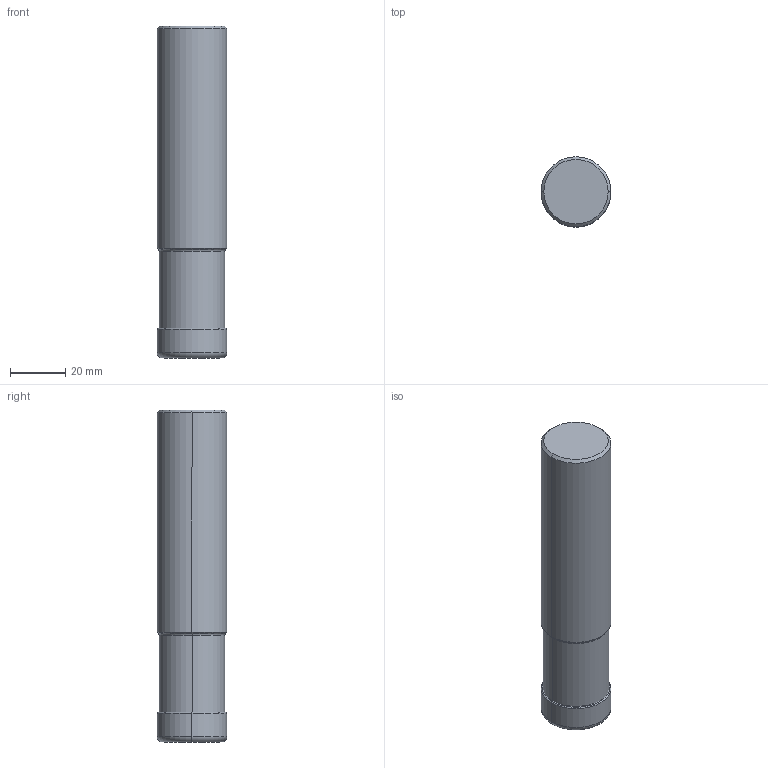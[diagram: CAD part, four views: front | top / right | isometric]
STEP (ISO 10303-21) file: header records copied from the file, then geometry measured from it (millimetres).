
FILE_DESCRIPTION(/* description */ (''),/* implementation_level */ '2;1');
FILE_NAME(/* name */ 'APX3000UR163FA16SA_IR0_079.stp',/* time_stamp */ '2025-06-27T16:01:46+09:00',/* author */ (''),/* organization */ (''),/* preprocessor_version */ 'ST-DEVELOPER v18.101',/* originating_system */ 'SIEMENS PLM Software NX 2011',/* authorisation */ '');
FILE_SCHEMA (('AUTOMOTIVE_DESIGN { 1 0 10303 214 3 1 1 1 }'));
Length unit declared in the file: millimetre
Products named in the file (1): APX3000UR163FA16SA_IR0_079_ASM
Bounding box: 25.4 x 25.4 x 120.65 mm (x, y, z)
Volume: 62546.3 mm3; surface area: 12264.4 mm2
Topology: 2 solids, 2 shells, 54 faces, 138 edges, 103 vertices
Faces by surface type: torus 28, cone 16, cylinder 6, plane 4
Entity records: 1803 total; most frequent: DIRECTION 373, CARTESIAN_POINT 275, ORIENTED_EDGE 248, AXIS2_PLACEMENT_3D 173, EDGE_CURVE 124, CIRCLE 111, VERTEX_POINT 74, EDGE_LOOP 56
